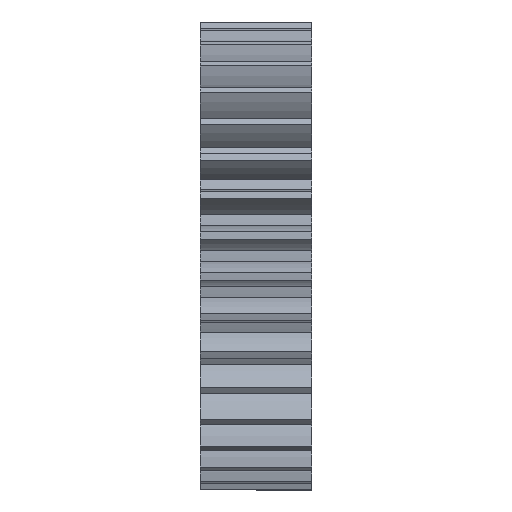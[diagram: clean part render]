
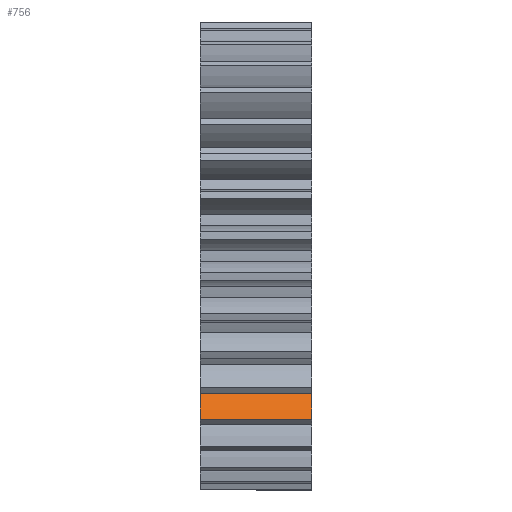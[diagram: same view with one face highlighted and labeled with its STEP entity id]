
A CAD part, front view. The second image highlights one B-rep face of the part: STEP entity #756.
In plain terms, the highlighted cylindrical face has radius 7.62 mm (diameter 15.24 mm), a partial arc.
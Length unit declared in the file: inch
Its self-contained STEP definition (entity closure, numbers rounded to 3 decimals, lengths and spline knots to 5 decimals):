
#32 = AXIS2_PLACEMENT_3D ( 'NONE', #2085, #513, #3854 ) ;
#155 = ORIENTED_EDGE ( 'NONE', *, *, #3036, .T. ) ;
#195 = CYLINDRICAL_SURFACE ( 'NONE', #4392, 0.3 ) ;
#363 = CIRCLE ( 'NONE', #32, 0.3 ) ;
#475 = EDGE_CURVE ( 'NONE', #3862, #3894, #2565, .T. ) ;
#513 = DIRECTION ( 'NONE',  ( -1., 0., 0. ) ) ;
#756 = ADVANCED_FACE ( 'NONE', ( #2291 ), #195, .T. ) ;
#939 = EDGE_LOOP ( 'NONE', ( #5061, #155, #5085, #4867 ) ) ;
#1055 = EDGE_CURVE ( 'NONE', #4646, #3862, #3233, .T. ) ;
#1154 = CARTESIAN_POINT ( 'NONE',  ( 0., -0.56853, -0.55092 ) ) ;
#1603 = CARTESIAN_POINT ( 'NONE',  ( 0.375, -0.5222, -0.46315 ) ) ;
#1609 = AXIS2_PLACEMENT_3D ( 'NONE', #4943, #2049, #1968 ) ;
#1831 = DIRECTION ( 'NONE',  ( 0., 0., 1. ) ) ;
#1968 = DIRECTION ( 'NONE',  ( 0., 0., -1. ) ) ;
#2049 = DIRECTION ( 'NONE',  ( 1., 0., 0. ) ) ;
#2085 = CARTESIAN_POINT ( 'NONE',  ( 0.375, -0.28371, -0.64514 ) ) ;
#2291 = FACE_OUTER_BOUND ( 'NONE', #939, .T. ) ;
#2565 = CIRCLE ( 'NONE', #1609, 0.3 ) ;
#2922 = VECTOR ( 'NONE', #3759, 39.37008 ) ;
#3036 = EDGE_CURVE ( 'NONE', #4873, #4646, #363, .T. ) ;
#3233 = LINE ( 'NONE', #1603, #2922 ) ;
#3502 = CARTESIAN_POINT ( 'NONE',  ( 0.375, -0.56853, -0.55092 ) ) ;
#3607 = VECTOR ( 'NONE', #3905, 39.37008 ) ;
#3759 = DIRECTION ( 'NONE',  ( -1., 0., 0. ) ) ;
#3854 = DIRECTION ( 'NONE',  ( 0., -0.643, 0.766 ) ) ;
#3862 = VERTEX_POINT ( 'NONE', #4330 ) ;
#3894 = VERTEX_POINT ( 'NONE', #1154 ) ;
#3905 = DIRECTION ( 'NONE',  ( 1., 0., 0. ) ) ;
#3980 = CARTESIAN_POINT ( 'NONE',  ( 0.1875, -0.56853, -0.55092 ) ) ;
#4222 = EDGE_CURVE ( 'NONE', #3894, #4873, #4375, .T. ) ;
#4330 = CARTESIAN_POINT ( 'NONE',  ( 0., -0.5222, -0.46315 ) ) ;
#4375 = LINE ( 'NONE', #3980, #3607 ) ;
#4391 = CARTESIAN_POINT ( 'NONE',  ( 0.375, -0.28371, -0.64514 ) ) ;
#4392 = AXIS2_PLACEMENT_3D ( 'NONE', #4391, #5207, #1831 ) ;
#4486 = CARTESIAN_POINT ( 'NONE',  ( 0.375, -0.5222, -0.46315 ) ) ;
#4646 = VERTEX_POINT ( 'NONE', #4486 ) ;
#4867 = ORIENTED_EDGE ( 'NONE', *, *, #475, .T. ) ;
#4873 = VERTEX_POINT ( 'NONE', #3502 ) ;
#4943 = CARTESIAN_POINT ( 'NONE',  ( 0., -0.28371, -0.64514 ) ) ;
#5061 = ORIENTED_EDGE ( 'NONE', *, *, #4222, .T. ) ;
#5085 = ORIENTED_EDGE ( 'NONE', *, *, #1055, .T. ) ;
#5207 = DIRECTION ( 'NONE',  ( -1., 0., 0. ) ) ;
